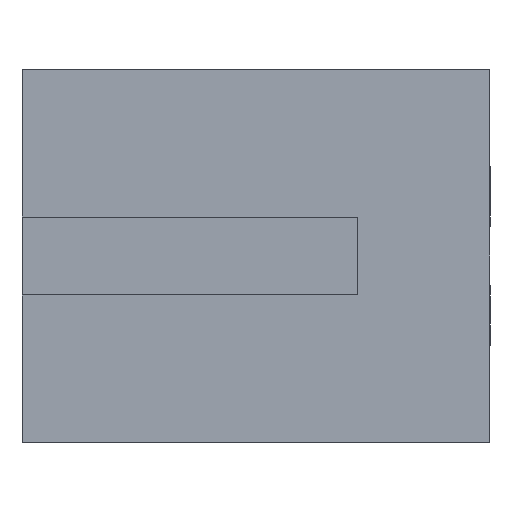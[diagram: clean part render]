
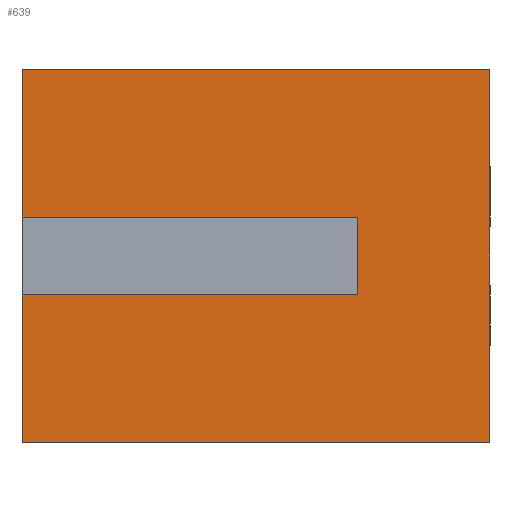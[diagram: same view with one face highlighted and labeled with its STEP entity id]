
A CAD part, left-side view. The second image highlights one B-rep face of the part: STEP entity #639.
In plain terms, the highlighted free-form (B-spline) face has degree [1, 1] with [2, 2] control points.
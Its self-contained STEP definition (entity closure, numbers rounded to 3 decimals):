
#576=(
BOUNDED_SURFACE()
B_SPLINE_SURFACE(1,1,((#577,#578),(#579,#580)),.UNSPECIFIED.,.F.,.F.,.F.)
B_SPLINE_SURFACE_WITH_KNOTS((2,2),(2,2),(0.000,1.000),(0.000,1.000),.UNSPECIFIED.)
GEOMETRIC_REPRESENTATION_ITEM()
RATIONAL_B_SPLINE_SURFACE(((1.,1.),(1.,1.)))
REPRESENTATION_ITEM('')
SURFACE()
);
#577=CARTESIAN_POINT('',(20.726,19.144,8.6));
#578=CARTESIAN_POINT('',(20.726,19.144,0.));
#579=CARTESIAN_POINT('',(20.726,29.944,8.6));
#580=CARTESIAN_POINT('',(20.726,29.944,0.));
#581=CARTESIAN_POINT('',(20.726,29.944,8.6));
#582=VERTEX_POINT('',#581);
#583=(
BOUNDED_CURVE()
B_SPLINE_CURVE(1,(#584,#585),.UNSPECIFIED.,.F.,.F.)
B_SPLINE_CURVE_WITH_KNOTS((2,2),(0.000,1.000),.UNSPECIFIED.)
CURVE()
GEOMETRIC_REPRESENTATION_ITEM()
RATIONAL_B_SPLINE_CURVE((1.,1.))
REPRESENTATION_ITEM('')
);
#584=CARTESIAN_POINT('',(20.726,29.944,8.6));
#585=CARTESIAN_POINT('',(20.726,19.144,8.6));
#586=CARTESIAN_POINT('',(20.726,19.144,8.6));
#587=VERTEX_POINT('',#586);
#588=EDGE_CURVE('',#582,#587,#583,.T.);
#589=ORIENTED_EDGE('',*,*,#588,.T.);
#590=(
BOUNDED_CURVE()
B_SPLINE_CURVE(1,(#591,#592),.UNSPECIFIED.,.F.,.F.)
B_SPLINE_CURVE_WITH_KNOTS((2,2),(0.000,1.000),.UNSPECIFIED.)
CURVE()
GEOMETRIC_REPRESENTATION_ITEM()
RATIONAL_B_SPLINE_CURVE((1.,1.))
REPRESENTATION_ITEM('')
);
#591=CARTESIAN_POINT('',(20.726,19.144,8.6));
#592=CARTESIAN_POINT('',(20.726,19.144,0.));
#593=CARTESIAN_POINT('',(20.726,19.144,0.));
#594=VERTEX_POINT('',#593);
#595=EDGE_CURVE('',#587,#594,#590,.T.);
#596=ORIENTED_EDGE('',*,*,#595,.T.);
#597=(
BOUNDED_CURVE()
B_SPLINE_CURVE(1,(#598,#599),.UNSPECIFIED.,.F.,.F.)
B_SPLINE_CURVE_WITH_KNOTS((2,2),(0.000,1.000),.UNSPECIFIED.)
CURVE()
GEOMETRIC_REPRESENTATION_ITEM()
RATIONAL_B_SPLINE_CURVE((1.,1.))
REPRESENTATION_ITEM('')
);
#598=CARTESIAN_POINT('',(20.726,19.144,0.));
#599=CARTESIAN_POINT('',(20.726,29.944,0.));
#600=CARTESIAN_POINT('',(20.726,29.944,0.));
#601=VERTEX_POINT('',#600);
#602=EDGE_CURVE('',#594,#601,#597,.T.);
#603=ORIENTED_EDGE('',*,*,#602,.T.);
#604=(
BOUNDED_CURVE()
B_SPLINE_CURVE(1,(#605,#606),.UNSPECIFIED.,.F.,.F.)
B_SPLINE_CURVE_WITH_KNOTS((2,2),(0.000,1.000),.UNSPECIFIED.)
CURVE()
GEOMETRIC_REPRESENTATION_ITEM()
RATIONAL_B_SPLINE_CURVE((1.,1.))
REPRESENTATION_ITEM('')
);
#605=CARTESIAN_POINT('',(20.726,29.944,0.));
#606=CARTESIAN_POINT('',(20.726,29.944,3.4));
#607=CARTESIAN_POINT('',(20.726,29.944,3.4));
#608=VERTEX_POINT('',#607);
#609=EDGE_CURVE('',#601,#608,#604,.T.);
#610=ORIENTED_EDGE('',*,*,#609,.T.);
#611=(
BOUNDED_CURVE()
B_SPLINE_CURVE(1,(#612,#613),.UNSPECIFIED.,.F.,.F.)
B_SPLINE_CURVE_WITH_KNOTS((2,2),(0.000,1.000),.UNSPECIFIED.)
CURVE()
GEOMETRIC_REPRESENTATION_ITEM()
RATIONAL_B_SPLINE_CURVE((1.,1.))
REPRESENTATION_ITEM('')
);
#612=CARTESIAN_POINT('',(20.726,29.944,3.4));
#613=CARTESIAN_POINT('',(20.726,22.203,3.4));
#614=CARTESIAN_POINT('',(20.726,22.203,3.4));
#615=VERTEX_POINT('',#614);
#616=EDGE_CURVE('',#608,#615,#611,.T.);
#617=ORIENTED_EDGE('',*,*,#616,.T.);
#618=(
BOUNDED_CURVE()
B_SPLINE_CURVE(1,(#619,#620),.UNSPECIFIED.,.F.,.F.)
B_SPLINE_CURVE_WITH_KNOTS((2,2),(0.000,1.000),.UNSPECIFIED.)
CURVE()
GEOMETRIC_REPRESENTATION_ITEM()
RATIONAL_B_SPLINE_CURVE((1.,1.))
REPRESENTATION_ITEM('')
);
#619=CARTESIAN_POINT('',(20.726,22.203,3.4));
#620=CARTESIAN_POINT('',(20.726,22.203,5.2));
#621=CARTESIAN_POINT('',(20.726,22.203,5.2));
#622=VERTEX_POINT('',#621);
#623=EDGE_CURVE('',#615,#622,#618,.T.);
#624=ORIENTED_EDGE('',*,*,#623,.T.);
#625=(
BOUNDED_CURVE()
B_SPLINE_CURVE(1,(#626,#627),.UNSPECIFIED.,.F.,.F.)
B_SPLINE_CURVE_WITH_KNOTS((2,2),(0.000,1.000),.UNSPECIFIED.)
CURVE()
GEOMETRIC_REPRESENTATION_ITEM()
RATIONAL_B_SPLINE_CURVE((1.,1.))
REPRESENTATION_ITEM('')
);
#626=CARTESIAN_POINT('',(20.726,22.203,5.2));
#627=CARTESIAN_POINT('',(20.726,29.944,5.2));
#628=CARTESIAN_POINT('',(20.726,29.944,5.2));
#629=VERTEX_POINT('',#628);
#630=EDGE_CURVE('',#622,#629,#625,.T.);
#631=ORIENTED_EDGE('',*,*,#630,.T.);
#632=(
BOUNDED_CURVE()
B_SPLINE_CURVE(1,(#633,#634),.UNSPECIFIED.,.F.,.F.)
B_SPLINE_CURVE_WITH_KNOTS((2,2),(0.000,1.000),.UNSPECIFIED.)
CURVE()
GEOMETRIC_REPRESENTATION_ITEM()
RATIONAL_B_SPLINE_CURVE((1.,1.))
REPRESENTATION_ITEM('')
);
#633=CARTESIAN_POINT('',(20.726,29.944,5.2));
#634=CARTESIAN_POINT('',(20.726,29.944,8.6));
#635=EDGE_CURVE('',#629,#582,#632,.T.);
#636=ORIENTED_EDGE('',*,*,#635,.T.);
#637=EDGE_LOOP('',(#589,#596,#603,#610,#617,#624,#631,#636));
#638=FACE_OUTER_BOUND('',#637,.T.);
#639=ADVANCED_FACE('',(#638),#576,.T.);
